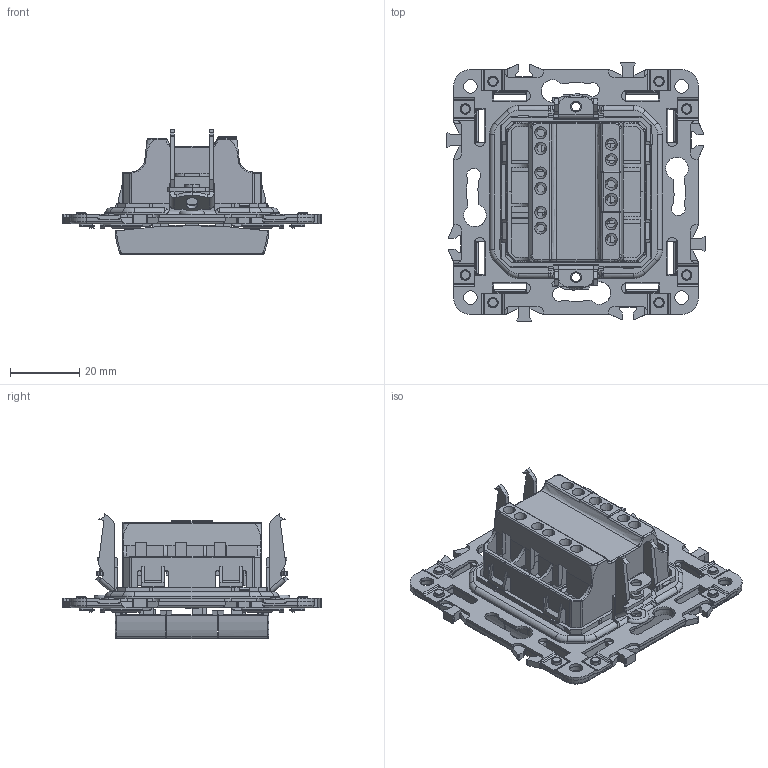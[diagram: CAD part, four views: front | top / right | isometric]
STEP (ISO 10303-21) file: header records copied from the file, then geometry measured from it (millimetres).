
FILE_DESCRIPTION (( 'STEP AP203' ), '1' );
FILE_NAME ('SK-V30-0-10-K SKANDY Âûêëþ÷. 3-êë. 10À SK-V11 IEK.STEP', '2024-06-17T14:18:27', ( '' ), ( '' ), 'SwSTEP 2.0', 'SolidWorks 2022', '' );
FILE_SCHEMA (( 'CONFIG_CONTROL_DESIGN' ));
Length unit declared in the file: millimetre
Products named in the file (1): SK-V30-0-10-K SKANDY Выключ. 3-кл. 10А SK-V11 IEK
Bounding box: 74.7 x 74.7 x 36.19 mm (x, y, z)
Volume: 22958.7 mm3; surface area: 40780.4 mm2
Topology: 10 solids, 10 shells, 2500 faces, 7158 edges, 4635 vertices
Faces by surface type: plane 1562, cylinder 679, bspline 125, cone 68, torus 60, sphere 6
Entity records: 85838 total; most frequent: CARTESIAN_POINT 21581, ORIENTED_EDGE 14292, DIRECTION 12416, EDGE_CURVE 7146, LINE 5170, VECTOR 5170, VERTEX_POINT 4633, AXIS2_PLACEMENT_3D 3623
